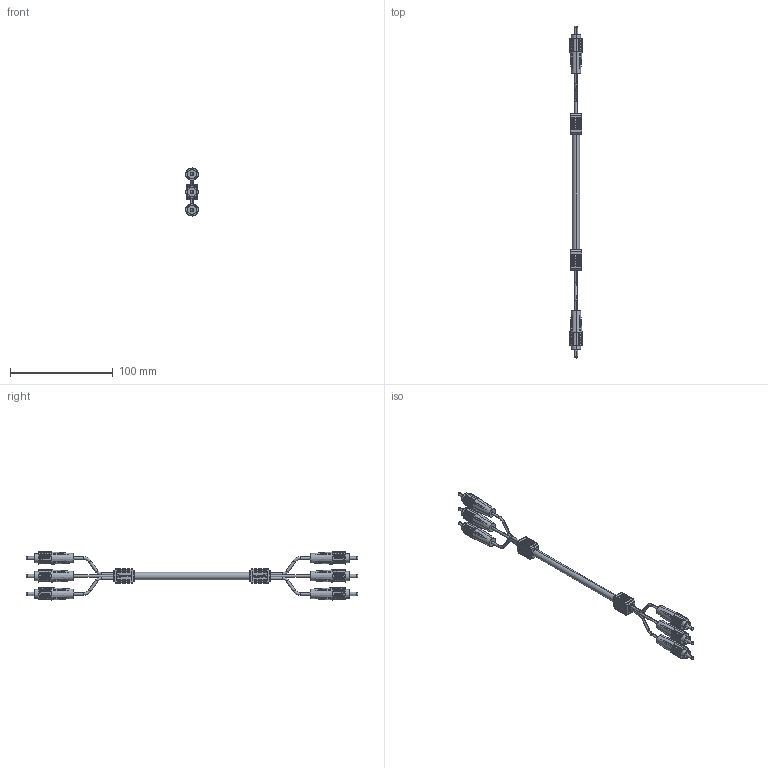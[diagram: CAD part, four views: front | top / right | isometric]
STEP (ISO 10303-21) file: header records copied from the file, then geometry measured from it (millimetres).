
FILE_DESCRIPTION (( 'STEP AP214' ), '1' );
FILE_NAME ('CCR3MM_3D.STEP', '2020-06-04T19:07:49', ( '' ), ( '' ), 'SwSTEP 2.0', 'SolidWorks 2018', '' );
FILE_SCHEMA (( 'AUTOMOTIVE_DESIGN' ));
Length unit declared in the file: inch
Products named in the file (5): 1AB07-005___; CCR3MM_3D; MTN-454_CCR3MM - New Logo; MTN-185_NEW LOGO; 1AL07-060
Assembly tree (15 placements, depth 2):
  CCR3MM_3D
    1AL07-060
    MTN-454_CCR3MM - New Logo  x2
    MTN-185_NEW LOGO  x6
    1AB07-005___  x6
Bounding box: 12.45 x 323.02 x 46.74 mm (x, y, z)
Volume: 36583.4 mm3; surface area: 25333.2 mm2
Topology: 33 solids, 33 shells, 4160 faces, 10126 edges, 6296 vertices
Faces by surface type: plane 2186, cylinder 854, torus 476, bspline 470, sphere 144, cone 30
Entity records: 38467 total; most frequent: CARTESIAN_POINT 8421, DIRECTION 5882, ORIENTED_EDGE 5818, EDGE_CURVE 2909, AXIS2_PLACEMENT_3D 2129, VERTEX_POINT 1773, VECTOR 1624, LINE 1624
